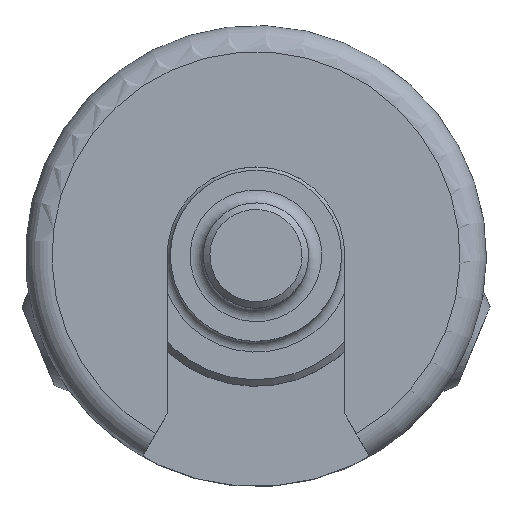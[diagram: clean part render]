
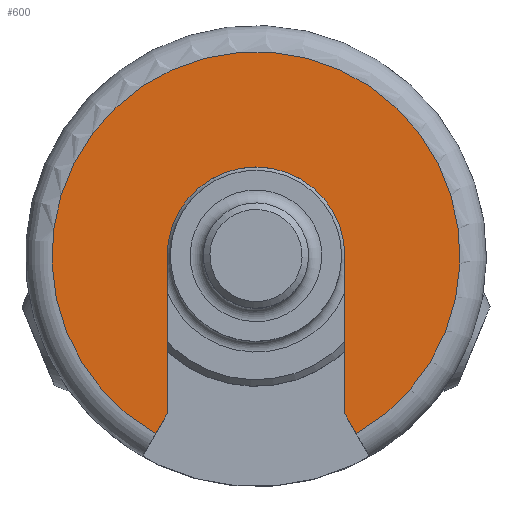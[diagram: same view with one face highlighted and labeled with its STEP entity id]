
A CAD part, top view. The second image highlights one B-rep face of the part: STEP entity #600.
In plain terms, the highlighted planar face has unit normal (0, 0, 1).
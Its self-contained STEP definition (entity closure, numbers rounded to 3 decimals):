
#512=CARTESIAN_POINT('',(7.616,-13.5,10.0));
#513=VERTEX_POINT('',#512);
#528=CARTESIAN_POINT('',(-7.616,-13.5,10.0));
#529=VERTEX_POINT('',#528);
#543=CARTESIAN_POINT('',(0.0,0.0,10.0));
#544=DIRECTION('',(0.0,0.0,-1.0));
#545=DIRECTION('',(0.0,1.0,0.0));
#546=AXIS2_PLACEMENT_3D('',#543,#544,#545);
#547=CIRCLE('',#546,15.5);
#548=EDGE_CURVE('',#529,#513,#547,.T.);
#553=CARTESIAN_POINT('',(0.0,0.0,10.0));
#554=DIRECTION('',(0.0,0.0,-1.0));
#555=DIRECTION('',(-1.0,0.0,0.0));
#556=AXIS2_PLACEMENT_3D('',#553,#554,#555);
#557=PLANE('',#556);
#558=ORIENTED_EDGE('',*,*,#548,.F.);
#559=CARTESIAN_POINT('',(-6.75,-12.,10.0));
#560=VERTEX_POINT('',#559);
#561=CARTESIAN_POINT('',(-7.616,-13.5,10.0));
#562=DIRECTION('',(0.5,0.866,0.0));
#563=VECTOR('',#562,1.732);
#564=LINE('',#561,#563);
#565=EDGE_CURVE('',#529,#560,#564,.T.);
#566=ORIENTED_EDGE('',*,*,#565,.T.);
#567=CARTESIAN_POINT('',(-6.75,0.,10.0));
#568=VERTEX_POINT('',#567);
#569=CARTESIAN_POINT('',(-6.75,-12.,10.0));
#570=DIRECTION('',(0.0,1.0,0.0));
#571=VECTOR('',#570,12.);
#572=LINE('',#569,#571);
#573=EDGE_CURVE('',#560,#568,#572,.T.);
#574=ORIENTED_EDGE('',*,*,#573,.T.);
#575=CARTESIAN_POINT('',(6.75,0.,10.0));
#576=VERTEX_POINT('',#575);
#577=CARTESIAN_POINT('',(0.,0.,10.0));
#578=DIRECTION('',(0.0,0.0,-1.0));
#579=DIRECTION('',(1.0,0.0,0.0));
#580=AXIS2_PLACEMENT_3D('',#577,#578,#579);
#581=CIRCLE('',#580,6.75);
#582=EDGE_CURVE('',#568,#576,#581,.T.);
#583=ORIENTED_EDGE('',*,*,#582,.T.);
#584=CARTESIAN_POINT('',(6.75,-12.,10.0));
#585=VERTEX_POINT('',#584);
#586=CARTESIAN_POINT('',(6.75,0.,10.0));
#587=DIRECTION('',(0.0,-1.0,0.0));
#588=VECTOR('',#587,12.);
#589=LINE('',#586,#588);
#590=EDGE_CURVE('',#576,#585,#589,.T.);
#591=ORIENTED_EDGE('',*,*,#590,.T.);
#592=CARTESIAN_POINT('',(6.75,-12.,10.0));
#593=DIRECTION('',(0.5,-0.866,0.0));
#594=VECTOR('',#593,1.732);
#595=LINE('',#592,#594);
#596=EDGE_CURVE('',#585,#513,#595,.T.);
#597=ORIENTED_EDGE('',*,*,#596,.T.);
#598=EDGE_LOOP('',(#558,#566,#574,#583,#591,#597));
#599=FACE_OUTER_BOUND('',#598,.T.);
#600=ADVANCED_FACE('',(#599),#557,.F.);
